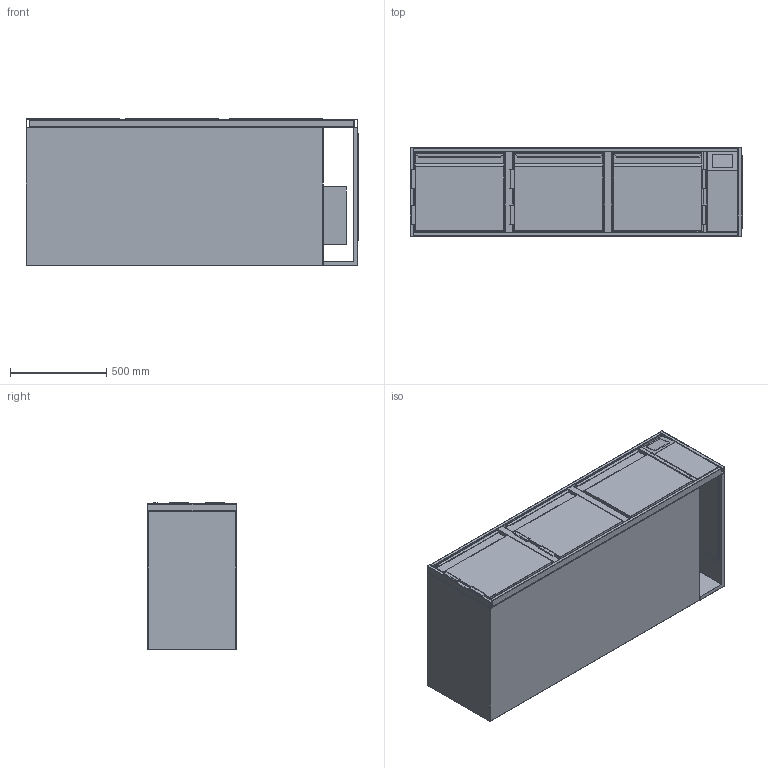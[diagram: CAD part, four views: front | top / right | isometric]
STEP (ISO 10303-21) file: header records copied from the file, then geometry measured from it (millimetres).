
FILE_DESCRIPTION (( 'STEP AP203' ), '1' );
FILE_NAME ('G-BKZ-3-46-R-3T.step', '2024-02-26T13:40:42', ( '' ), ( '' ), 'SwSTEP 2.0', 'SolidWorks 2023', '' );
FILE_SCHEMA (( 'CONFIG_CONTROL_DESIGN' ));
Length unit declared in the file: millimetre
Products named in the file (10): G-BKZ-3-46-R-3T; 18-06-35404_TUER-460-405-L; 18-06-35404_TUER-460-405-R; 24-02-55011_G-KT-Fach-Z-R-180-760-460; 20-03-43331_G-KT-Auflage-475-760-ohne-Rost; 21-01-47565_G-KT-FRR-460-1725--1545B-180; 20-03-43318_G-KT-Rahmen-Tür-475-460; 24-02-55012_G-KT-Korpus-1545-760-460-R; 20-03-43319_G-BK-Einbauelement-Tür-475-760-460-R; 20-03-43319_G-BK-Einbauelement-Tür-475-760-460-L
Assembly tree (16 placements, depth 3):
  G-BKZ-3-46-R-3T
    24-02-55012_G-KT-Korpus-1545-760-460-R
    21-01-47565_G-KT-FRR-460-1725--1545B-180
    24-02-55011_G-KT-Fach-Z-R-180-760-460
    20-03-43319_G-BK-Einbauelement-Tür-475-760-460-L  x2
      20-03-43318_G-KT-Rahmen-Tür-475-460
      18-06-35404_TUER-460-405-L
      20-03-43331_G-KT-Auflage-475-760-ohne-Rost
    20-03-43319_G-BK-Einbauelement-Tür-475-760-460-R
      20-03-43318_G-KT-Rahmen-Tür-475-460
      18-06-35404_TUER-460-405-R
      20-03-43331_G-KT-Auflage-475-760-ohne-Rost  x3
Bounding box: 1726 x 460 x 767.5 mm (x, y, z)
Volume: 173947271.9 mm3; surface area: 14119530.2 mm2
Topology: 38 solids, 38 shells, 1057 faces, 2489 edges, 1482 vertices
Faces by surface type: plane 589, cylinder 353, torus 48, sphere 46, bspline 21
Entity records: 19394 total; most frequent: CARTESIAN_POINT 3620, DIRECTION 3104, ORIENTED_EDGE 2960, EDGE_CURVE 1480, AXIS2_PLACEMENT_3D 1076, VECTOR 952, LINE 952, VERTEX_POINT 908
